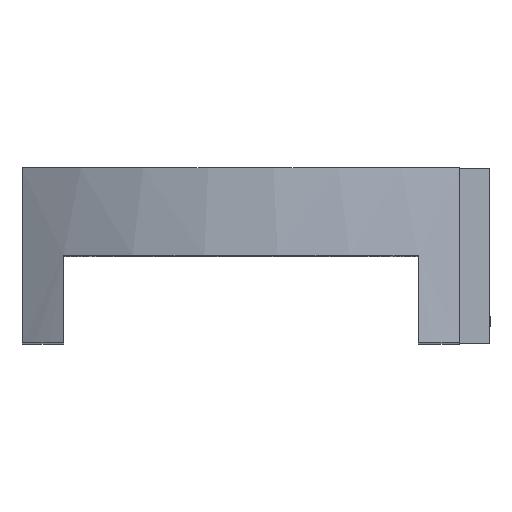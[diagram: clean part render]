
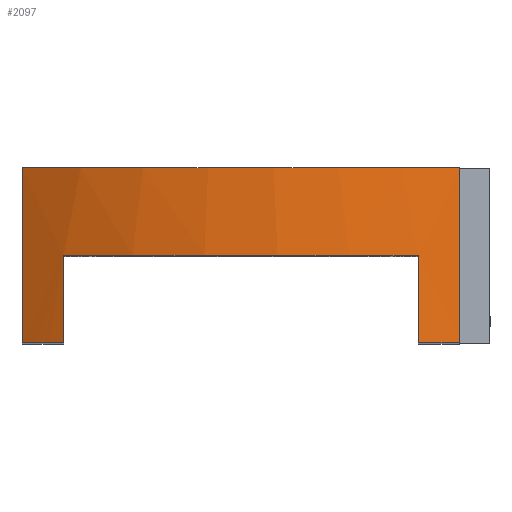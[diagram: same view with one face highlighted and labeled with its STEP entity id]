
A CAD part, top view. The second image highlights one B-rep face of the part: STEP entity #2097.
In plain terms, the highlighted cylindrical face has radius 39 mm (diameter 78 mm), a partial arc.
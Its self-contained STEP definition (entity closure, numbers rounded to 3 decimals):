
#174=CYLINDRICAL_SURFACE('',#2319,39.);
#282=FACE_OUTER_BOUND('',#415,.T.);
#415=EDGE_LOOP('',(#1930,#1931,#1932,#1933,#1934,#1935,#1936,#1937));
#470=LINE('',#3082,#640);
#588=LINE('',#3534,#758);
#591=LINE('',#3540,#761);
#596=LINE('',#3550,#766);
#640=VECTOR('',#2500,10.);
#758=VECTOR('',#2856,10.);
#761=VECTOR('',#2861,10.);
#766=VECTOR('',#2872,10.);
#863=CIRCLE('',#2296,39.);
#868=CIRCLE('',#2305,39.);
#869=CIRCLE('',#2308,39.);
#875=CIRCLE('',#2320,39.);
#930=VERTEX_POINT('',#3079);
#931=VERTEX_POINT('',#3081);
#1056=VERTEX_POINT('',#3515);
#1062=VERTEX_POINT('',#3532);
#1063=VERTEX_POINT('',#3537);
#1064=VERTEX_POINT('',#3539);
#1065=VERTEX_POINT('',#3545);
#1066=VERTEX_POINT('',#3548);
#1150=EDGE_CURVE('',#931,#930,#470,.T.);
#1339=EDGE_CURVE('',#1056,#930,#863,.T.);
#1348=EDGE_CURVE('',#1062,#1056,#588,.F.);
#1351=EDGE_CURVE('',#1063,#1064,#591,.T.);
#1353=EDGE_CURVE('',#1062,#1064,#868,.T.);
#1357=EDGE_CURVE('',#1065,#1066,#596,.T.);
#1358=EDGE_CURVE('',#1066,#931,#869,.T.);
#1369=EDGE_CURVE('',#1065,#1063,#875,.T.);
#1930=ORIENTED_EDGE('',*,*,#1339,.F.);
#1931=ORIENTED_EDGE('',*,*,#1348,.F.);
#1932=ORIENTED_EDGE('',*,*,#1353,.T.);
#1933=ORIENTED_EDGE('',*,*,#1351,.F.);
#1934=ORIENTED_EDGE('',*,*,#1369,.F.);
#1935=ORIENTED_EDGE('',*,*,#1357,.T.);
#1936=ORIENTED_EDGE('',*,*,#1358,.T.);
#1937=ORIENTED_EDGE('',*,*,#1150,.T.);
#2097=ADVANCED_FACE('',(#282),#174,.T.);
#2296=AXIS2_PLACEMENT_3D('',#3517,#2838,#2839);
#2305=AXIS2_PLACEMENT_3D('',#3543,#2865,#2866);
#2308=AXIS2_PLACEMENT_3D('',#3552,#2875,#2876);
#2319=AXIS2_PLACEMENT_3D('',#3573,#2902,#2903);
#2320=AXIS2_PLACEMENT_3D('',#3574,#2904,#2905);
#2500=DIRECTION('',(0.,1.,0.));
#2838=DIRECTION('center_axis',(0.,1.,0.));
#2839=DIRECTION('ref_axis',(-1.,0.,0.));
#2856=DIRECTION('',(0.,-1.,0.));
#2861=DIRECTION('',(0.,-1.,0.));
#2865=DIRECTION('center_axis',(0.,1.,0.));
#2866=DIRECTION('ref_axis',(-0.518,0.,0.855));
#2872=DIRECTION('',(0.,-1.,0.));
#2875=DIRECTION('center_axis',(0.,1.,0.));
#2876=DIRECTION('ref_axis',(-0.518,0.,0.855));
#2902=DIRECTION('center_axis',(0.,-1.,0.));
#2903=DIRECTION('ref_axis',(-1.,0.,0.));
#2904=DIRECTION('center_axis',(0.,-1.,0.));
#2905=DIRECTION('ref_axis',(-1.,0.,0.));
#3079=CARTESIAN_POINT('',(20.,19.,33.481));
#3081=CARTESIAN_POINT('',(20.,3.,33.481));
#3082=CARTESIAN_POINT('',(20.,11.,33.481));
#3515=CARTESIAN_POINT('',(-20.,19.,33.481));
#3517=CARTESIAN_POINT('Origin',(0.,19.,0.));
#3532=CARTESIAN_POINT('',(-20.,3.,33.481));
#3534=CARTESIAN_POINT('',(-20.,11.,33.481));
#3537=CARTESIAN_POINT('',(-16.2,11.,35.476));
#3539=CARTESIAN_POINT('',(-16.2,3.,35.476));
#3540=CARTESIAN_POINT('',(-16.2,11.,35.476));
#3543=CARTESIAN_POINT('Origin',(0.,3.,
0.));
#3545=CARTESIAN_POINT('',(16.2,11.,35.476));
#3548=CARTESIAN_POINT('',(16.2,3.,35.476));
#3550=CARTESIAN_POINT('',(16.2,11.,35.476));
#3552=CARTESIAN_POINT('Origin',(0.,3.,
0.));
#3573=CARTESIAN_POINT('Origin',(0.,11.,0.));
#3574=CARTESIAN_POINT('Origin',(0.,11.,0.));
